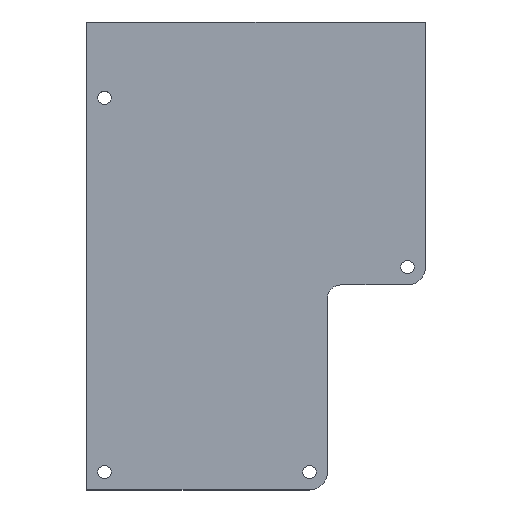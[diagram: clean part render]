
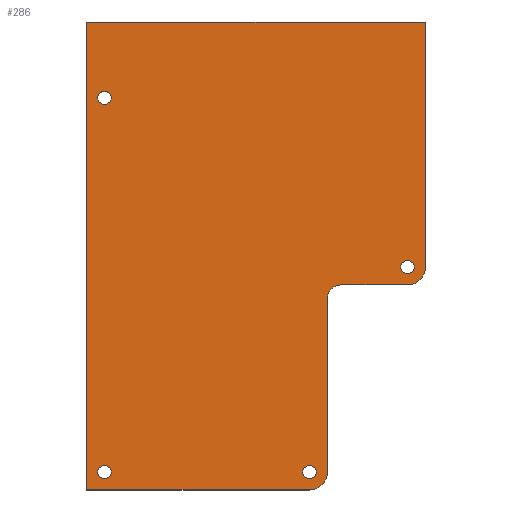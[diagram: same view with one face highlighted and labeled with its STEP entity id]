
A CAD part, top view. The second image highlights one B-rep face of the part: STEP entity #286.
In plain terms, the highlighted planar face has unit normal (0, 0, 1).
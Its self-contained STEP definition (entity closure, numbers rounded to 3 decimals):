
#19=FACE_BOUND('',#54,.T.);
#20=FACE_BOUND('',#55,.T.);
#21=FACE_BOUND('',#56,.T.);
#22=FACE_BOUND('',#57,.T.);
#24=PLANE('',#324);
#34=FACE_OUTER_BOUND('',#53,.T.);
#53=EDGE_LOOP('',(#219,#220,#221,#222,#223,#224,#225,#226,#227));
#54=EDGE_LOOP('',(#228));
#55=EDGE_LOOP('',(#229));
#56=EDGE_LOOP('',(#230));
#57=EDGE_LOOP('',(#231));
#77=LINE('',#465,#102);
#78=LINE('',#469,#103);
#79=LINE('',#473,#104);
#80=LINE('',#475,#105);
#81=LINE('',#477,#106);
#82=LINE('',#479,#107);
#102=VECTOR('',#377,10.);
#103=VECTOR('',#380,10.);
#104=VECTOR('',#383,10.);
#105=VECTOR('',#384,10.);
#106=VECTOR('',#385,10.);
#107=VECTOR('',#386,10.);
#120=CIRCLE('',#314,1.5);
#122=CIRCLE('',#317,1.5);
#128=CIRCLE('',#325,3.);
#129=CIRCLE('',#326,4.);
#130=CIRCLE('',#327,4.);
#131=CIRCLE('',#328,1.5);
#132=CIRCLE('',#329,1.5);
#134=VERTEX_POINT('',#430);
#136=VERTEX_POINT('',#436);
#148=VERTEX_POINT('',#463);
#149=VERTEX_POINT('',#464);
#150=VERTEX_POINT('',#466);
#151=VERTEX_POINT('',#468);
#152=VERTEX_POINT('',#470);
#153=VERTEX_POINT('',#472);
#154=VERTEX_POINT('',#474);
#155=VERTEX_POINT('',#476);
#156=VERTEX_POINT('',#478);
#157=VERTEX_POINT('',#481);
#158=VERTEX_POINT('',#483);
#161=EDGE_CURVE('',#134,#134,#120,.T.);
#164=EDGE_CURVE('',#136,#136,#122,.T.);
#176=EDGE_CURVE('',#148,#149,#77,.T.);
#177=EDGE_CURVE('',#149,#150,#128,.T.);
#178=EDGE_CURVE('',#150,#151,#78,.T.);
#179=EDGE_CURVE('',#151,#152,#129,.T.);
#180=EDGE_CURVE('',#152,#153,#79,.T.);
#181=EDGE_CURVE('',#153,#154,#80,.T.);
#182=EDGE_CURVE('',#154,#155,#81,.T.);
#183=EDGE_CURVE('',#155,#156,#82,.T.);
#184=EDGE_CURVE('',#156,#148,#130,.T.);
#185=EDGE_CURVE('',#157,#157,#131,.T.);
#186=EDGE_CURVE('',#158,#158,#132,.T.);
#219=ORIENTED_EDGE('',*,*,#176,.T.);
#220=ORIENTED_EDGE('',*,*,#177,.T.);
#221=ORIENTED_EDGE('',*,*,#178,.T.);
#222=ORIENTED_EDGE('',*,*,#179,.T.);
#223=ORIENTED_EDGE('',*,*,#180,.T.);
#224=ORIENTED_EDGE('',*,*,#181,.T.);
#225=ORIENTED_EDGE('',*,*,#182,.T.);
#226=ORIENTED_EDGE('',*,*,#183,.T.);
#227=ORIENTED_EDGE('',*,*,#184,.T.);
#228=ORIENTED_EDGE('',*,*,#185,.T.);
#229=ORIENTED_EDGE('',*,*,#186,.T.);
#230=ORIENTED_EDGE('',*,*,#164,.T.);
#231=ORIENTED_EDGE('',*,*,#161,.T.);
#286=ADVANCED_FACE('',(#34,#19,#20,#21,#22),#24,.T.);
#314=AXIS2_PLACEMENT_3D('',#432,#348,#349);
#317=AXIS2_PLACEMENT_3D('',#438,#355,#356);
#324=AXIS2_PLACEMENT_3D('',#462,#375,#376);
#325=AXIS2_PLACEMENT_3D('',#467,#378,#379);
#326=AXIS2_PLACEMENT_3D('',#471,#381,#382);
#327=AXIS2_PLACEMENT_3D('',#480,#387,#388);
#328=AXIS2_PLACEMENT_3D('',#482,#389,#390);
#329=AXIS2_PLACEMENT_3D('',#484,#391,#392);
#348=DIRECTION('center_axis',(0.,0.,-1.));
#349=DIRECTION('ref_axis',(1.,0.,0.));
#355=DIRECTION('center_axis',(0.,0.,-1.));
#356=DIRECTION('ref_axis',(1.,0.,0.));
#375=DIRECTION('center_axis',(0.,0.,1.));
#376=DIRECTION('ref_axis',(1.,0.,0.));
#377=DIRECTION('',(0.,1.,0.));
#378=DIRECTION('center_axis',(0.,0.,-1.));
#379=DIRECTION('ref_axis',(0.,1.,0.));
#380=DIRECTION('',(1.,0.,0.));
#381=DIRECTION('center_axis',(0.,0.,1.));
#382=DIRECTION('ref_axis',(0.,-1.,0.));
#383=DIRECTION('',(0.,1.,0.));
#384=DIRECTION('',(-1.,0.,0.));
#385=DIRECTION('',(0.,-1.,0.));
#386=DIRECTION('',(1.,0.,0.));
#387=DIRECTION('center_axis',(0.,0.,1.));
#388=DIRECTION('ref_axis',(0.,-1.,0.));
#389=DIRECTION('center_axis',(0.,0.,-1.));
#390=DIRECTION('ref_axis',(1.,0.,0.));
#391=DIRECTION('center_axis',(0.,0.,-1.));
#392=DIRECTION('ref_axis',(1.,0.,0.));
#430=CARTESIAN_POINT('',(2.5,-101.,3.));
#432=CARTESIAN_POINT('Origin',(4.,-101.,3.));
#436=CARTESIAN_POINT('',(2.5,-17.,3.));
#438=CARTESIAN_POINT('Origin',(4.,-17.,3.));
#462=CARTESIAN_POINT('Origin',(27.,-52.5,3.));
#463=CARTESIAN_POINT('',(54.,-101.,3.));
#464=CARTESIAN_POINT('',(54.,-62.,3.));
#465=CARTESIAN_POINT('',(54.,-101.,3.));
#466=CARTESIAN_POINT('',(57.,-59.,3.));
#467=CARTESIAN_POINT('Origin',(57.,-62.,3.));
#468=CARTESIAN_POINT('',(72.,-59.,3.));
#469=CARTESIAN_POINT('',(57.,-59.,3.));
#470=CARTESIAN_POINT('',(76.,-55.,3.));
#471=CARTESIAN_POINT('Origin',(72.,-55.,3.));
#472=CARTESIAN_POINT('',(76.,0.,3.));
#473=CARTESIAN_POINT('',(76.,-55.,3.));
#474=CARTESIAN_POINT('',(0.,0.,3.));
#475=CARTESIAN_POINT('',(54.,0.,3.));
#476=CARTESIAN_POINT('',(0.,-105.,3.));
#477=CARTESIAN_POINT('',(0.,0.,3.));
#478=CARTESIAN_POINT('',(50.,-105.,3.));
#479=CARTESIAN_POINT('',(0.,-105.,3.));
#480=CARTESIAN_POINT('Origin',(50.,-101.,3.));
#481=CARTESIAN_POINT('',(48.5,-101.,3.));
#482=CARTESIAN_POINT('Origin',(50.,-101.,3.));
#483=CARTESIAN_POINT('',(70.5,-55.,3.));
#484=CARTESIAN_POINT('Origin',(72.,-55.,3.));
